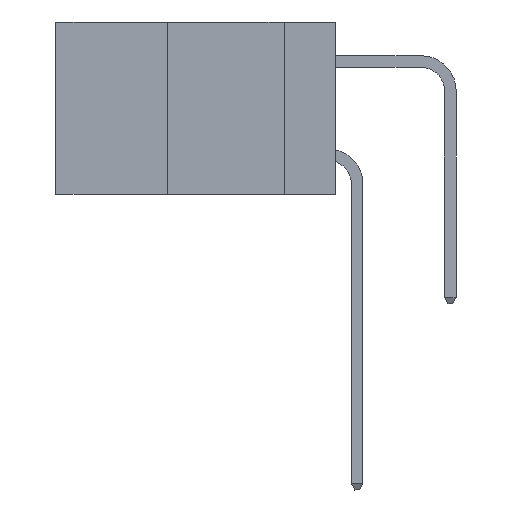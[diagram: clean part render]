
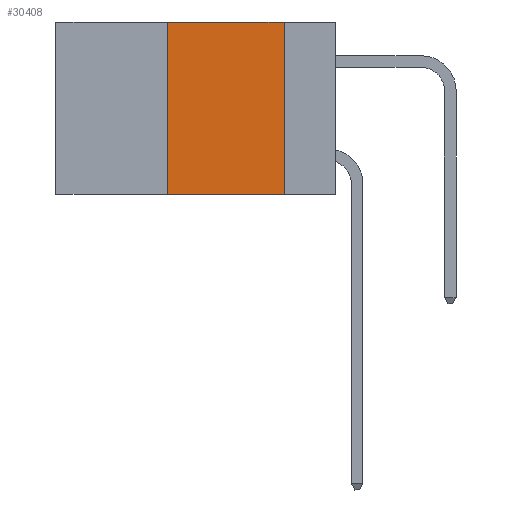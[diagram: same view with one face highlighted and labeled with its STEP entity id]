
A CAD part, left-side view. The second image highlights one B-rep face of the part: STEP entity #30408.
In plain terms, the highlighted planar face has unit normal (-1, 0, 0).
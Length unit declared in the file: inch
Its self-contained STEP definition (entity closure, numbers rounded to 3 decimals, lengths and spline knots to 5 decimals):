
#246 = CARTESIAN_POINT ( 'NONE',  ( 0., 0.36, 0. ) ) ;
#340 = VECTOR ( 'NONE', #24017, 39.37008 ) ;
#715 = DIRECTION ( 'NONE',  ( 0., -1., 0. ) ) ;
#1529 = CARTESIAN_POINT ( 'NONE',  ( 0., 0.36, 0. ) ) ;
#1573 = EDGE_CURVE ( 'NONE', #6575, #26924, #26370, .T. ) ;
#3640 = CARTESIAN_POINT ( 'NONE',  ( 0., 0.36, -0.37 ) ) ;
#3874 = VERTEX_POINT ( 'NONE', #25136 ) ;
#4015 = ORIENTED_EDGE ( 'NONE', *, *, #31514, .T. ) ;
#4109 = DIRECTION ( 'NONE',  ( 0., 0., 1. ) ) ;
#4245 = FACE_OUTER_BOUND ( 'NONE', #10464, .T. ) ;
#4359 = DIRECTION ( 'NONE',  ( 0., -1., 0. ) ) ;
#4428 = EDGE_CURVE ( 'NONE', #26924, #13493, #9419, .T. ) ;
#4561 = CARTESIAN_POINT ( 'NONE',  ( 0., 0.11, 0. ) ) ;
#6575 = VERTEX_POINT ( 'NONE', #3640 ) ;
#8017 = PLANE ( 'NONE',  #10912 ) ;
#9419 = LINE ( 'NONE', #16147, #12442 ) ;
#10165 = EDGE_CURVE ( 'NONE', #13493, #3874, #27377, .T. ) ;
#10464 = EDGE_LOOP ( 'NONE', ( #20099, #27169, #20982, #4015 ) ) ;
#10912 = AXIS2_PLACEMENT_3D ( 'NONE', #19928, #12797, #17378 ) ;
#12343 = VECTOR ( 'NONE', #715, 39.37008 ) ;
#12442 = VECTOR ( 'NONE', #4359, 39.37008 ) ;
#12797 = DIRECTION ( 'NONE',  ( 1., 0., 0. ) ) ;
#13493 = VERTEX_POINT ( 'NONE', #28200 ) ;
#15317 = CARTESIAN_POINT ( 'NONE',  ( 0., 0.6, -0.37 ) ) ;
#16147 = CARTESIAN_POINT ( 'NONE',  ( 0., 0.6, 0. ) ) ;
#17378 = DIRECTION ( 'NONE',  ( 0., 0., -1. ) ) ;
#19870 = VECTOR ( 'NONE', #4109, 39.37008 ) ;
#19928 = CARTESIAN_POINT ( 'NONE',  ( 0., 0.6, 0. ) ) ;
#20099 = ORIENTED_EDGE ( 'NONE', *, *, #10165, .F. ) ;
#20335 = LINE ( 'NONE', #15317, #12343 ) ;
#20982 = ORIENTED_EDGE ( 'NONE', *, *, #1573, .F. ) ;
#24017 = DIRECTION ( 'NONE',  ( 0., 0., -1. ) ) ;
#25136 = CARTESIAN_POINT ( 'NONE',  ( 0., 0.11, -0.37 ) ) ;
#26370 = LINE ( 'NONE', #1529, #19870 ) ;
#26924 = VERTEX_POINT ( 'NONE', #246 ) ;
#27169 = ORIENTED_EDGE ( 'NONE', *, *, #4428, .F. ) ;
#27377 = LINE ( 'NONE', #4561, #340 ) ;
#28200 = CARTESIAN_POINT ( 'NONE',  ( 0., 0.11, 0. ) ) ;
#30408 = ADVANCED_FACE ( 'NONE', ( #4245 ), #8017, .F. ) ;
#31514 = EDGE_CURVE ( 'NONE', #6575, #3874, #20335, .T. ) ;
